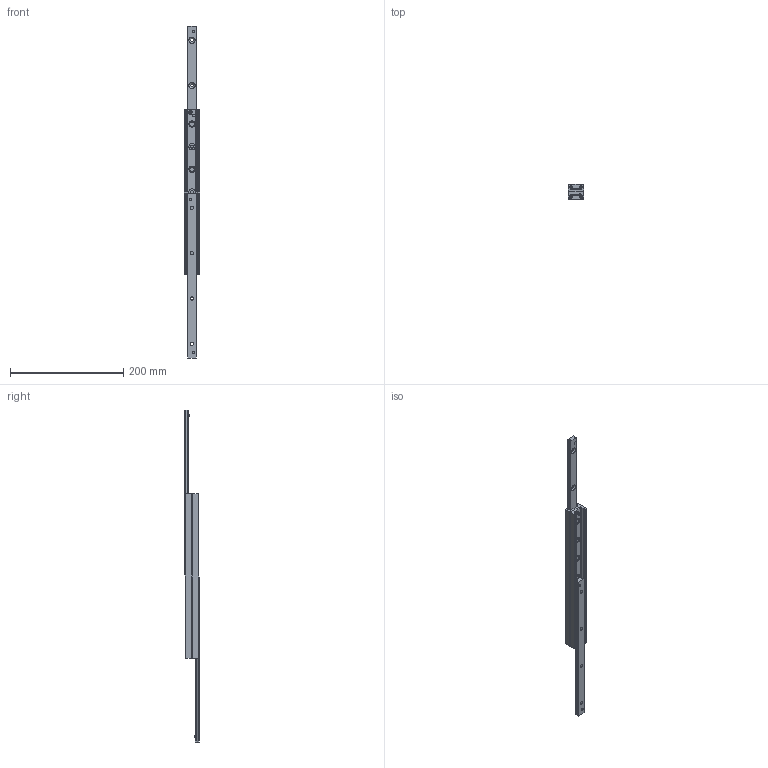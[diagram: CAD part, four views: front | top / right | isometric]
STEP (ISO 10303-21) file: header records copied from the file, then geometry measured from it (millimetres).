
FILE_DESCRIPTION((''),'2;1');
FILE_NAME('LCAH 28H-0290.DD.stp','2011-03-23T15:35:44',('MKoza'),(''),'Autodesk Inventor 2009','Autodesk Inventor 2009','');
FILE_SCHEMA(('AUTOMOTIVE_DESIGN { 1 0 10303 214 1 1 1 1 }'));
Length unit declared in the file: millimetre
Products named in the file (8): LCAH 28H.DD; LCH 28H; LLMD 28H; KF.LCA 28H; AS.L 28H 4x3,8; VKB.L 28H 4x7; + SC M4x0,35 DIN 1207; DIN 7337 - A5 x 10 x 6
Assembly tree (23 placements, depth 2):
  LCAH 28H.DD
    LCH 28H  x2
    LLMD 28H  x2
    KF.LCA 28H  x2
    AS.L 28H 4x3,8  x4
    VKB.L 28H 4x7  x4
    + SC M4x0,35 DIN 1207  x2
    DIN 7337 - A5 x 10 x 6  x7
Bounding box: 28 x 26 x 586 mm (x, y, z)
Volume: 157063.5 mm3; surface area: 104980.3 mm2
Topology: 23 solids, 23 shells, 372 faces, 849 edges, 561 vertices
Faces by surface type: plane 180, cylinder 94, bspline 77, torus 13, cone 8
Full cylindrical faces by diameter (mm): 3.9 x4, 4 x6, 5 x11, 9.5 x7
Entity records: 5136 total; most frequent: CARTESIAN_POINT 1322, DIRECTION 758, ORIENTED_EDGE 658, EDGE_CURVE 329, AXIS2_PLACEMENT_3D 290, VERTEX_POINT 243, EDGE_LOOP 238, VECTOR 178
